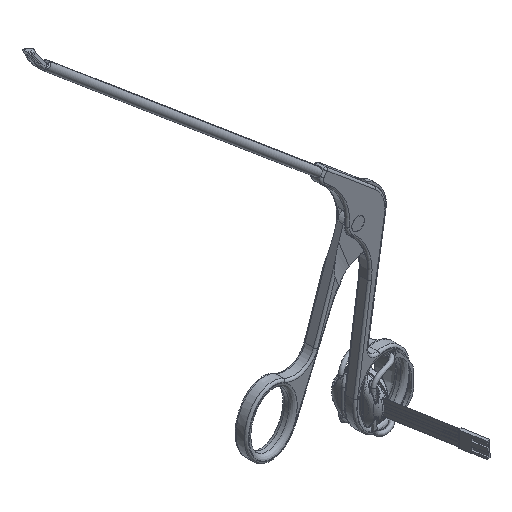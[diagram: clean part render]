
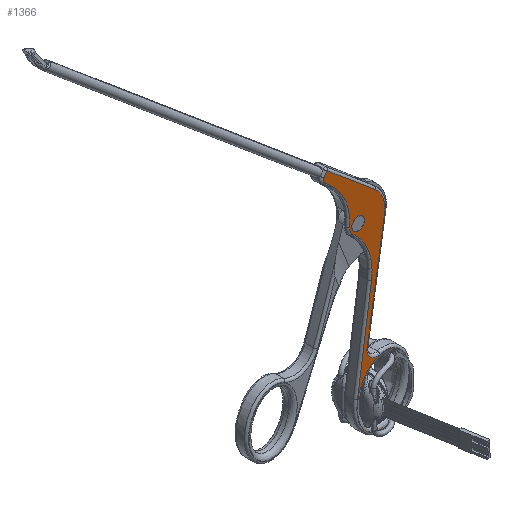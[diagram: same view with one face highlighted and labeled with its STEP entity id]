
A CAD part, isometric view. The second image highlights one B-rep face of the part: STEP entity #1366.
In plain terms, the highlighted planar face has unit normal (0, -1, 0).
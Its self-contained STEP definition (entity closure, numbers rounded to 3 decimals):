
#489=B_SPLINE_CURVE_WITH_KNOTS('',3,(#13064,#13065,#13066,#13067,#13068,
#13069,#13070,#13071,#13072,#13073,#13074,#13075,#13076,#13077,#13078,#13079,
#13080,#13081,#13082,#13083,#13084,#13085,#13086,#13087),.UNSPECIFIED.,
 .F.,.F.,(4,2,2,2,2,2,2,2,2,2,2,4),(0.,0.125,0.25,0.313,0.375,0.5,0.625,
0.75,0.813,0.875,0.938,1.),.UNSPECIFIED.);
#490=B_SPLINE_CURVE_WITH_KNOTS('',3,(#13105,#13106,#13107,#13108,#13109,
#13110,#13111,#13112,#13113,#13114,#13115,#13116,#13117,#13118,#13119,#13120,
#13121,#13122,#13123,#13124,#13125,#13126,#13127,#13128,#13129,#13130),
 .UNSPECIFIED.,.T.,.F.,(2,2,2,2,2,2,2,2,2,2,2,2,2,2,2),(-0.063,0.,0.063,
0.125,0.25,0.375,0.438,0.5,0.563,0.625,0.75,0.875,0.938,1.,1.063),
 .UNSPECIFIED.);
#1101=FACE_BOUND('',#2137,.T.);
#1102=FACE_BOUND('',#2138,.T.);
#1103=FACE_BOUND('',#2139,.T.);
#1366=ADVANCED_FACE('',(#1101,#1102,#1103),#1565,.T.);
#1565=PLANE('',#6450);
#2137=EDGE_LOOP('',(#4064,#4065,#4066,#4067,#4068,#4069,#4070,#4071,#4072,
#4073,#4074,#4075,#4076));
#2138=EDGE_LOOP('',(#4077));
#2139=EDGE_LOOP('',(#4078));
#2501=LINE('',#12938,#2818);
#2508=LINE('',#13062,#2827);
#2509=LINE('',#13091,#2828);
#2510=LINE('',#13095,#2829);
#2511=LINE('',#13098,#2830);
#2512=LINE('',#13104,#2831);
#2818=VECTOR('',#7649,1.);
#2827=VECTOR('',#7674,1.);
#2828=VECTOR('',#7677,1.);
#2829=VECTOR('',#7680,1.);
#2830=VECTOR('',#7683,1.);
#2831=VECTOR('',#7688,1.);
#4064=ORIENTED_EDGE('',*,*,#5617,.T.);
#4065=ORIENTED_EDGE('',*,*,#5618,.T.);
#4066=ORIENTED_EDGE('',*,*,#5619,.T.);
#4067=ORIENTED_EDGE('',*,*,#5620,.T.);
#4068=ORIENTED_EDGE('',*,*,#5621,.T.);
#4069=ORIENTED_EDGE('',*,*,#5622,.T.);
#4070=ORIENTED_EDGE('',*,*,#5623,.T.);
#4071=ORIENTED_EDGE('',*,*,#5605,.T.);
#4072=ORIENTED_EDGE('',*,*,#5624,.T.);
#4073=ORIENTED_EDGE('',*,*,#5625,.T.);
#4074=ORIENTED_EDGE('',*,*,#5626,.T.);
#4075=ORIENTED_EDGE('',*,*,#5627,.T.);
#4076=ORIENTED_EDGE('',*,*,#5628,.T.);
#4077=ORIENTED_EDGE('',*,*,#5629,.T.);
#4078=ORIENTED_EDGE('',*,*,#5496,.F.);
#4810=VERTEX_POINT('',#12400);
#4890=VERTEX_POINT('',#12937);
#4891=VERTEX_POINT('',#12939);
#4898=VERTEX_POINT('',#13060);
#4899=VERTEX_POINT('',#13061);
#4900=VERTEX_POINT('',#13063);
#4901=VERTEX_POINT('',#13088);
#4902=VERTEX_POINT('',#13090);
#4903=VERTEX_POINT('',#13092);
#4904=VERTEX_POINT('',#13094);
#4905=VERTEX_POINT('',#13097);
#4906=VERTEX_POINT('',#13099);
#4907=VERTEX_POINT('',#13101);
#4908=VERTEX_POINT('',#13103);
#4909=VERTEX_POINT('',#13131);
#5496=EDGE_CURVE('',#4810,#4810,#5953,.T.);
#5605=EDGE_CURVE('',#4891,#4890,#2501,.T.);
#5617=EDGE_CURVE('',#4898,#4899,#5979,.T.);
#5618=EDGE_CURVE('',#4899,#4900,#2508,.T.);
#5619=EDGE_CURVE('',#4900,#4901,#489,.T.);
#5620=EDGE_CURVE('',#4901,#4902,#5980,.T.);
#5621=EDGE_CURVE('',#4902,#4903,#2509,.T.);
#5622=EDGE_CURVE('',#4903,#4904,#5981,.T.);
#5623=EDGE_CURVE('',#4904,#4891,#2510,.T.);
#5624=EDGE_CURVE('',#4890,#4905,#5982,.T.);
#5625=EDGE_CURVE('',#4905,#4906,#2511,.T.);
#5626=EDGE_CURVE('',#4906,#4907,#5983,.T.);
#5627=EDGE_CURVE('',#4907,#4908,#5984,.T.);
#5628=EDGE_CURVE('',#4908,#4898,#2512,.T.);
#5629=EDGE_CURVE('',#4909,#4909,#490,.T.);
#5953=CIRCLE('',#6371,3.);
#5979=CIRCLE('',#6444,26.);
#5980=CIRCLE('',#6445,5.);
#5981=CIRCLE('',#6446,13.);
#5982=CIRCLE('',#6447,2.);
#5983=CIRCLE('',#6448,26.);
#5984=CIRCLE('',#6449,4.);
#6371=AXIS2_PLACEMENT_3D('',#12399,#7474,#7475);
#6444=AXIS2_PLACEMENT_3D('',#13059,#7672,#7673);
#6445=AXIS2_PLACEMENT_3D('',#13089,#7675,#7676);
#6446=AXIS2_PLACEMENT_3D('',#13093,#7678,#7679);
#6447=AXIS2_PLACEMENT_3D('',#13096,#7681,#7682);
#6448=AXIS2_PLACEMENT_3D('',#13100,#7684,#7685);
#6449=AXIS2_PLACEMENT_3D('',#13102,#7686,#7687);
#6450=AXIS2_PLACEMENT_3D('',#13132,#7689,#7690);
#7474=DIRECTION('',(0.,-1.,0.));
#7475=DIRECTION('',(1.,0.,0.));
#7649=DIRECTION('',(0.174,0.,-0.985));
#7672=DIRECTION('',(0.,1.,0.));
#7673=DIRECTION('',(0.,0.,-1.));
#7674=DIRECTION('',(0.526,0.,-0.85));
#7675=DIRECTION('',(0.,1.,0.));
#7676=DIRECTION('',(0.,0.,-1.));
#7677=DIRECTION('',(-0.511,0.,0.86));
#7678=DIRECTION('',(0.,-1.,0.));
#7679=DIRECTION('',(0.,0.,-1.));
#7680=DIRECTION('',(-1.,0.,0.));
#7681=DIRECTION('',(0.,-1.,0.));
#7682=DIRECTION('',(0.,0.,-1.));
#7683=DIRECTION('',(1.,0.,0.));
#7684=DIRECTION('',(0.,1.,0.));
#7685=DIRECTION('',(0.,0.,-1.));
#7686=DIRECTION('',(0.,-1.,0.));
#7687=DIRECTION('',(0.,0.,-1.));
#7688=DIRECTION('',(0.999,0.,-0.035));
#7689=DIRECTION('',(0.,-1.,0.));
#7690=DIRECTION('',(0.,0.,-1.));
#12399=CARTESIAN_POINT('',(-57.651,-2.87,49.854));
#12400=CARTESIAN_POINT('',(-54.651,-2.87,49.854));
#12937=CARTESIAN_POINT('',(-87.492,-2.87,60.204));
#12938=CARTESIAN_POINT('',(-87.492,-2.87,60.204));
#12939=CARTESIAN_POINT('',(-87.959,-2.87,62.854));
#13059=CARTESIAN_POINT('',(-57.528,-2.87,19.831));
#13060=CARTESIAN_POINT('',(-56.62,-2.87,45.815));
#13061=CARTESIAN_POINT('',(-35.416,-2.87,33.508));
#13062=CARTESIAN_POINT('',(-10.841,-2.87,-6.224));
#13063=CARTESIAN_POINT('',(-10.833,-2.87,-6.237));
#13064=CARTESIAN_POINT('',(-10.833,-2.87,-6.237));
#13065=CARTESIAN_POINT('',(-9.321,-2.87,-8.86));
#13066=CARTESIAN_POINT('',(-7.255,-2.87,-11.145));
#13067=CARTESIAN_POINT('',(-2.271,-2.87,-14.463));
#13068=CARTESIAN_POINT('',(0.745,-2.87,-15.512));
#13069=CARTESIAN_POINT('',(5.258,-2.87,-15.199));
#13070=CARTESIAN_POINT('',(6.744,-2.87,-14.773));
#13071=CARTESIAN_POINT('',(9.375,-2.87,-13.264));
#13072=CARTESIAN_POINT('',(10.485,-2.87,-12.207));
#13073=CARTESIAN_POINT('',(13.033,-2.87,-8.48));
#13074=CARTESIAN_POINT('',(13.651,-2.87,-5.358));
#13075=CARTESIAN_POINT('',(13.3,-2.87,0.627));
#13076=CARTESIAN_POINT('',(12.361,-2.87,3.556));
#13077=CARTESIAN_POINT('',(9.403,-2.87,8.746));
#13078=CARTESIAN_POINT('',(7.344,-2.87,11.064));
#13079=CARTESIAN_POINT('',(3.603,-2.87,13.587));
#13080=CARTESIAN_POINT('',(2.269,-2.87,14.26));
#13081=CARTESIAN_POINT('',(-0.623,-2.87,15.177));
#13082=CARTESIAN_POINT('',(-2.135,-2.87,15.399));
#13083=CARTESIAN_POINT('',(-5.14,-2.87,15.223));
#13084=CARTESIAN_POINT('',(-6.632,-2.87,14.812));
#13085=CARTESIAN_POINT('',(-9.255,-2.87,13.356));
#13086=CARTESIAN_POINT('',(-10.388,-2.87,12.315));
#13087=CARTESIAN_POINT('',(-11.261,-2.87,11.071));
#13088=CARTESIAN_POINT('',(-11.261,-2.87,11.071));
#13089=CARTESIAN_POINT('',(-15.354,-2.87,13.942));
#13090=CARTESIAN_POINT('',(-19.652,-2.87,11.387));
#13091=CARTESIAN_POINT('',(-46.477,-2.87,56.498));
#13092=CARTESIAN_POINT('',(-46.477,-2.87,56.498));
#13093=CARTESIAN_POINT('',(-57.651,-2.87,49.854));
#13094=CARTESIAN_POINT('',(-57.651,-2.87,62.854));
#13095=CARTESIAN_POINT('',(-87.959,-2.87,62.854));
#13096=CARTESIAN_POINT('',(-85.522,-2.87,60.551));
#13097=CARTESIAN_POINT('',(-85.522,-2.87,58.551));
#13098=CARTESIAN_POINT('',(-82.158,-2.87,58.551));
#13099=CARTESIAN_POINT('',(-82.158,-2.87,58.551));
#13100=CARTESIAN_POINT('',(-82.158,-2.87,32.551));
#13101=CARTESIAN_POINT('',(-60.918,-2.87,47.547));
#13102=CARTESIAN_POINT('',(-57.651,-2.87,49.854));
#13103=CARTESIAN_POINT('',(-57.79,-2.87,45.856));
#13104=CARTESIAN_POINT('',(-56.62,-2.87,45.815));
#13105=CARTESIAN_POINT('',(-9.532,-2.87,12.764));
#13106=CARTESIAN_POINT('',(-6.288,-2.87,14.637));
#13107=CARTESIAN_POINT('',(-4.426,-2.87,15.066));
#13108=CARTESIAN_POINT('',(-0.742,-2.87,14.988));
#13109=CARTESIAN_POINT('',(1.088,-2.87,14.494));
#13110=CARTESIAN_POINT('',(6.112,-2.87,12.085));
#13111=CARTESIAN_POINT('',(8.806,-2.87,9.345));
#13112=CARTESIAN_POINT('',(12.492,-2.87,2.966));
#13113=CARTESIAN_POINT('',(13.52,-2.87,-0.777));
#13114=CARTESIAN_POINT('',(13.097,-2.87,-6.295));
#13115=CARTESIAN_POINT('',(12.61,-2.87,-8.139));
#13116=CARTESIAN_POINT('',(10.819,-2.87,-11.389));
#13117=CARTESIAN_POINT('',(9.512,-2.87,-12.781));
#13118=CARTESIAN_POINT('',(6.268,-2.87,-14.643));
#13119=CARTESIAN_POINT('',(4.41,-2.87,-15.07));
#13120=CARTESIAN_POINT('',(0.698,-2.87,-14.982));
#13121=CARTESIAN_POINT('',(-1.125,-2.87,-14.481));
#13122=CARTESIAN_POINT('',(-6.123,-2.87,-12.071));
#13123=CARTESIAN_POINT('',(-8.802,-2.87,-9.357));
#13124=CARTESIAN_POINT('',(-12.51,-2.87,-2.929));
#13125=CARTESIAN_POINT('',(-13.522,-2.87,0.754));
#13126=CARTESIAN_POINT('',(-13.096,-2.87,6.306));
#13127=CARTESIAN_POINT('',(-12.608,-2.87,8.142));
#13128=CARTESIAN_POINT('',(-10.826,-2.87,11.377));
#13129=CARTESIAN_POINT('',(-9.532,-2.87,12.764));
#13130=CARTESIAN_POINT('',(-6.288,-2.87,14.637));
#13131=CARTESIAN_POINT('',(-7.91,-2.87,13.701));
#13132=CARTESIAN_POINT('',(0.,-2.87,0.));
